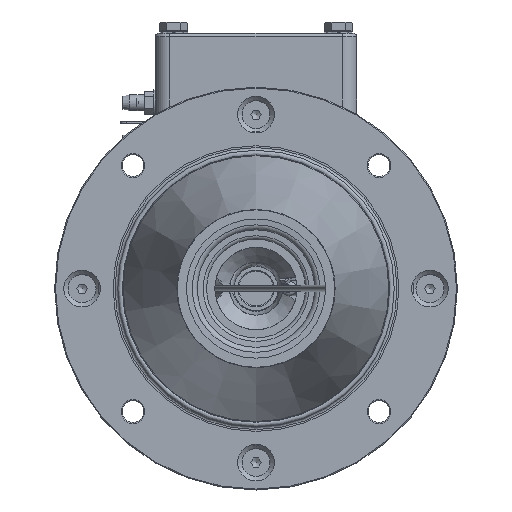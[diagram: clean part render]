
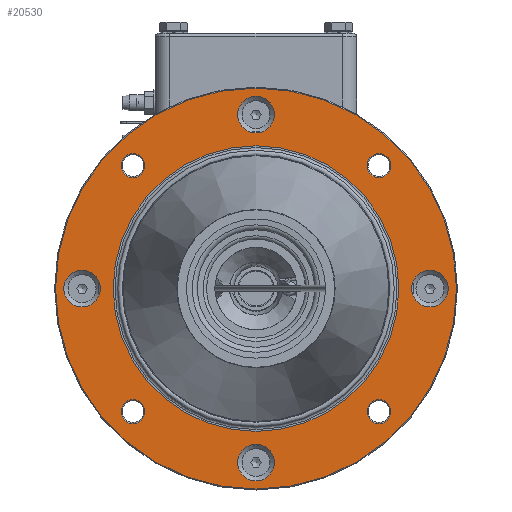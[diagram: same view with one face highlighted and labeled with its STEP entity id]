
A CAD part, left-side view. The second image highlights one B-rep face of the part: STEP entity #20530.
In plain terms, the highlighted planar face has unit normal (-1, 0, 0).
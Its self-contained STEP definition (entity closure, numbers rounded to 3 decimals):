
#20530 = ADVANCED_FACE('',(#20531,#20542,#20553,#20564,#20575,#20586,
    #20597,#20608,#20619,#20630),#20641,.F.);
#20531 = FACE_BOUND('',#20532,.T.);
#20532 = EDGE_LOOP('',(#20533));
#20533 = ORIENTED_EDGE('',*,*,#20534,.F.);
#20534 = EDGE_CURVE('',#20535,#20535,#20537,.T.);
#20535 = VERTEX_POINT('',#20536);
#20536 = CARTESIAN_POINT('',(-164.473,109.5,0.));
#20537 = CIRCLE('',#20538,109.5);
#20538 = AXIS2_PLACEMENT_3D('',#20539,#20540,#20541);
#20539 = CARTESIAN_POINT('',(-164.473,0.,0.));
#20540 = DIRECTION('',(1.,0.,0.));
#20541 = DIRECTION('',(0.,1.,0.));
#20542 = FACE_BOUND('',#20543,.T.);
#20543 = EDGE_LOOP('',(#20544));
#20544 = ORIENTED_EDGE('',*,*,#20545,.T.);
#20545 = EDGE_CURVE('',#20546,#20546,#20548,.T.);
#20546 = VERTEX_POINT('',#20547);
#20547 = CARTESIAN_POINT('',(-164.473,62.579,
    -71.771));
#20548 = CIRCLE('',#20549,6.5);
#20549 = AXIS2_PLACEMENT_3D('',#20550,#20551,#20552);
#20550 = CARTESIAN_POINT('',(-164.473,67.175,
    -67.175));
#20551 = DIRECTION('',(1.,0.,0.));
#20552 = DIRECTION('',(0.,-0.707,
    -0.707));
#20553 = FACE_BOUND('',#20554,.T.);
#20554 = EDGE_LOOP('',(#20555));
#20555 = ORIENTED_EDGE('',*,*,#20556,.T.);
#20556 = EDGE_CURVE('',#20557,#20557,#20559,.T.);
#20557 = VERTEX_POINT('',#20558);
#20558 = CARTESIAN_POINT('',(-164.473,-60.675,
    67.175));
#20559 = CIRCLE('',#20560,6.5);
#20560 = AXIS2_PLACEMENT_3D('',#20561,#20562,#20563);
#20561 = CARTESIAN_POINT('',(-164.473,-67.175,
    67.175));
#20562 = DIRECTION('',(1.,0.,0.));
#20563 = DIRECTION('',(0.,1.,0.));
#20564 = FACE_BOUND('',#20565,.T.);
#20565 = EDGE_LOOP('',(#20566));
#20566 = ORIENTED_EDGE('',*,*,#20567,.T.);
#20567 = EDGE_CURVE('',#20568,#20568,#20570,.T.);
#20568 = VERTEX_POINT('',#20569);
#20569 = CARTESIAN_POINT('',(-164.473,10.,-95.));
#20570 = CIRCLE('',#20571,10.);
#20571 = AXIS2_PLACEMENT_3D('',#20572,#20573,#20574);
#20572 = CARTESIAN_POINT('',(-164.473,0.,-95.));
#20573 = DIRECTION('',(1.,0.,0.));
#20574 = DIRECTION('',(0.,1.,0.));
#20575 = FACE_BOUND('',#20576,.T.);
#20576 = EDGE_LOOP('',(#20577));
#20577 = ORIENTED_EDGE('',*,*,#20578,.T.);
#20578 = EDGE_CURVE('',#20579,#20579,#20581,.T.);
#20579 = VERTEX_POINT('',#20580);
#20580 = CARTESIAN_POINT('',(-164.473,10.,95.));
#20581 = CIRCLE('',#20582,10.);
#20582 = AXIS2_PLACEMENT_3D('',#20583,#20584,#20585);
#20583 = CARTESIAN_POINT('',(-164.473,0.,95.));
#20584 = DIRECTION('',(1.,0.,0.));
#20585 = DIRECTION('',(0.,1.,0.));
#20586 = FACE_BOUND('',#20587,.T.);
#20587 = EDGE_LOOP('',(#20588));
#20588 = ORIENTED_EDGE('',*,*,#20589,.T.);
#20589 = EDGE_CURVE('',#20590,#20590,#20592,.T.);
#20590 = VERTEX_POINT('',#20591);
#20591 = CARTESIAN_POINT('',(-164.473,78.,0.));
#20592 = CIRCLE('',#20593,78.);
#20593 = AXIS2_PLACEMENT_3D('',#20594,#20595,#20596);
#20594 = CARTESIAN_POINT('',(-164.473,0.,0.));
#20595 = DIRECTION('',(1.,0.,0.));
#20596 = DIRECTION('',(0.,1.,0.));
#20597 = FACE_BOUND('',#20598,.T.);
#20598 = EDGE_LOOP('',(#20599));
#20599 = ORIENTED_EDGE('',*,*,#20600,.T.);
#20600 = EDGE_CURVE('',#20601,#20601,#20603,.T.);
#20601 = VERTEX_POINT('',#20602);
#20602 = CARTESIAN_POINT('',(-164.473,-85.,0.));
#20603 = CIRCLE('',#20604,10.);
#20604 = AXIS2_PLACEMENT_3D('',#20605,#20606,#20607);
#20605 = CARTESIAN_POINT('',(-164.473,-95.,0.));
#20606 = DIRECTION('',(1.,0.,0.));
#20607 = DIRECTION('',(0.,1.,0.));
#20608 = FACE_BOUND('',#20609,.T.);
#20609 = EDGE_LOOP('',(#20610));
#20610 = ORIENTED_EDGE('',*,*,#20611,.T.);
#20611 = EDGE_CURVE('',#20612,#20612,#20614,.T.);
#20612 = VERTEX_POINT('',#20613);
#20613 = CARTESIAN_POINT('',(-164.473,105.,0.));
#20614 = CIRCLE('',#20615,10.);
#20615 = AXIS2_PLACEMENT_3D('',#20616,#20617,#20618);
#20616 = CARTESIAN_POINT('',(-164.473,95.,0.));
#20617 = DIRECTION('',(1.,0.,0.));
#20618 = DIRECTION('',(0.,1.,0.));
#20619 = FACE_BOUND('',#20620,.T.);
#20620 = EDGE_LOOP('',(#20621));
#20621 = ORIENTED_EDGE('',*,*,#20622,.T.);
#20622 = EDGE_CURVE('',#20623,#20623,#20625,.T.);
#20623 = VERTEX_POINT('',#20624);
#20624 = CARTESIAN_POINT('',(-164.473,-71.771,
    -62.579));
#20625 = CIRCLE('',#20626,6.5);
#20626 = AXIS2_PLACEMENT_3D('',#20627,#20628,#20629);
#20627 = CARTESIAN_POINT('',(-164.473,-67.175,
    -67.175));
#20628 = DIRECTION('',(1.,0.,0.));
#20629 = DIRECTION('',(0.,-0.707,0.707
    ));
#20630 = FACE_BOUND('',#20631,.T.);
#20631 = EDGE_LOOP('',(#20632));
#20632 = ORIENTED_EDGE('',*,*,#20633,.T.);
#20633 = EDGE_CURVE('',#20634,#20634,#20636,.T.);
#20634 = VERTEX_POINT('',#20635);
#20635 = CARTESIAN_POINT('',(-164.473,71.771,
    62.579));
#20636 = CIRCLE('',#20637,6.5);
#20637 = AXIS2_PLACEMENT_3D('',#20638,#20639,#20640);
#20638 = CARTESIAN_POINT('',(-164.473,67.175,
    67.175));
#20639 = DIRECTION('',(1.,0.,0.));
#20640 = DIRECTION('',(0.,0.707,
    -0.707));
#20641 = PLANE('',#20642);
#20642 = AXIS2_PLACEMENT_3D('',#20643,#20644,#20645);
#20643 = CARTESIAN_POINT('',(-164.473,0.,0.));
#20644 = DIRECTION('',(1.,0.,0.));
#20645 = DIRECTION('',(0.,1.,0.));
